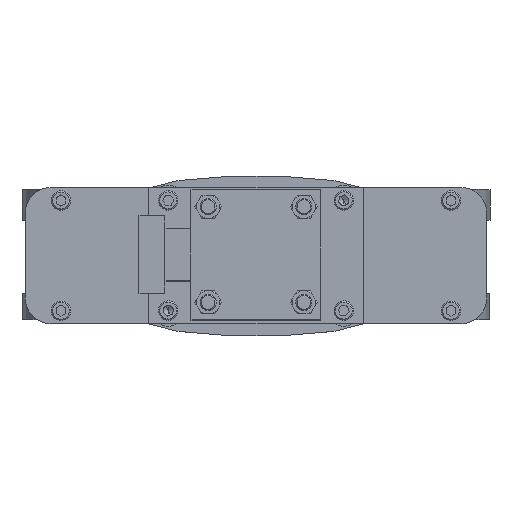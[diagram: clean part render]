
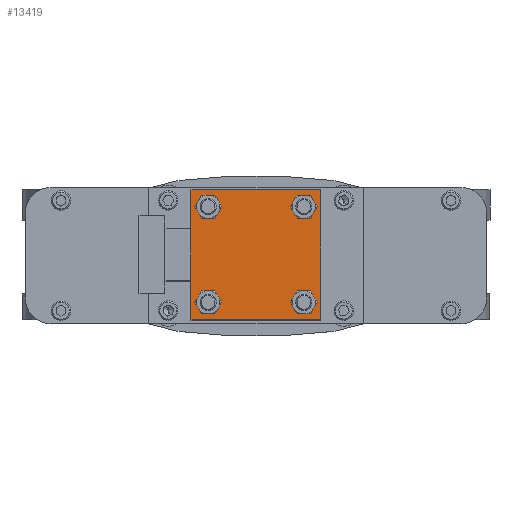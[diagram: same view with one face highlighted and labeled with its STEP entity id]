
A CAD part, top view. The second image highlights one B-rep face of the part: STEP entity #13419.
In plain terms, the highlighted planar face has unit normal (0, 0, 1).
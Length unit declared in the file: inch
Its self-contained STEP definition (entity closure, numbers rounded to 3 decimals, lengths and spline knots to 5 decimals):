
#164 = FACE_OUTER_BOUND ( 'NONE', #12758, .T. ) ;
#276 = DIRECTION ( 'NONE',  ( 0., 0., -1. ) ) ;
#300 = CIRCLE ( 'NONE', #1832, 0.2225 ) ;
#313 = VERTEX_POINT ( 'NONE', #17747 ) ;
#944 = DIRECTION ( 'NONE',  ( 0., -1., 0. ) ) ;
#1099 = CARTESIAN_POINT ( 'NONE',  ( -0.92, 1.8354, 22.8125 ) ) ;
#1184 = DIRECTION ( 'NONE',  ( 0., 0., -1. ) ) ;
#1315 = DIRECTION ( 'NONE',  ( 0., 0., -1. ) ) ;
#1409 = CARTESIAN_POINT ( 'NONE',  ( 0.92, 0.2179, 22.8125 ) ) ;
#1611 = VERTEX_POINT ( 'NONE', #11964 ) ;
#1722 = DIRECTION ( 'NONE',  ( 0., -1., 0. ) ) ;
#1832 = AXIS2_PLACEMENT_3D ( 'NONE', #6710, #12195, #6929 ) ;
#2036 = ORIENTED_EDGE ( 'NONE', *, *, #4377, .T. ) ;
#2169 = VERTEX_POINT ( 'NONE', #14195 ) ;
#2425 = CARTESIAN_POINT ( 'NONE',  ( -1.25, 2.3879, 22.8125 ) ) ;
#2737 = AXIS2_PLACEMENT_3D ( 'NONE', #20281, #7961, #944 ) ;
#3267 = EDGE_CURVE ( 'NONE', #7317, #17845, #8102, .T. ) ;
#3418 = PLANE ( 'NONE',  #12486 ) ;
#3698 = LINE ( 'NONE', #7678, #16554 ) ;
#3730 = EDGE_CURVE ( 'NONE', #17845, #7317, #15894, .T. ) ;
#4377 = EDGE_CURVE ( 'NONE', #1611, #17057, #20299, .T. ) ;
#4776 = EDGE_CURVE ( 'NONE', #19689, #5741, #300, .T. ) ;
#4907 = EDGE_CURVE ( 'NONE', #5741, #19689, #5496, .T. ) ;
#4939 = AXIS2_PLACEMENT_3D ( 'NONE', #13587, #1315, #13518 ) ;
#5020 = DIRECTION ( 'NONE',  ( 0., 0., 1. ) ) ;
#5104 = VERTEX_POINT ( 'NONE', #13181 ) ;
#5300 = EDGE_CURVE ( 'NONE', #5104, #22473, #7658, .T. ) ;
#5470 = CARTESIAN_POINT ( 'NONE',  ( -0.92, 2.0579, 22.8125 ) ) ;
#5496 = CIRCLE ( 'NONE', #17487, 0.2225 ) ;
#5741 = VERTEX_POINT ( 'NONE', #1099 ) ;
#5930 = DIRECTION ( 'NONE',  ( 0., -1., 0. ) ) ;
#5955 = EDGE_CURVE ( 'NONE', #11380, #9319, #12005, .T. ) ;
#6203 = VECTOR ( 'NONE', #5930, 39.37008 ) ;
#6446 = ORIENTED_EDGE ( 'NONE', *, *, #18860, .T. ) ;
#6480 = EDGE_CURVE ( 'NONE', #9319, #11380, #20215, .T. ) ;
#6710 = CARTESIAN_POINT ( 'NONE',  ( -0.92, 2.0579, 22.8125 ) ) ;
#6724 = FACE_BOUND ( 'NONE', #9311, .T. ) ;
#6905 = CARTESIAN_POINT ( 'NONE',  ( -0.92, 2.2804, 22.8125 ) ) ;
#6929 = DIRECTION ( 'NONE',  ( 0., -1., 0. ) ) ;
#7222 = DIRECTION ( 'NONE',  ( 0., -1., 0. ) ) ;
#7317 = VERTEX_POINT ( 'NONE', #16221 ) ;
#7359 = DIRECTION ( 'NONE',  ( -1., 0., 0. ) ) ;
#7633 = ORIENTED_EDGE ( 'NONE', *, *, #16102, .T. ) ;
#7658 = LINE ( 'NONE', #17448, #10938 ) ;
#7678 = CARTESIAN_POINT ( 'NONE',  ( -1.25, -0.1121, 22.8125 ) ) ;
#7961 = DIRECTION ( 'NONE',  ( 0., 0., -1. ) ) ;
#8102 = CIRCLE ( 'NONE', #2737, 0.2225 ) ;
#8369 = FACE_BOUND ( 'NONE', #13254, .T. ) ;
#8445 = ORIENTED_EDGE ( 'NONE', *, *, #3730, .T. ) ;
#8930 = CARTESIAN_POINT ( 'NONE',  ( -0.92, 0.2179, 22.8125 ) ) ;
#9216 = EDGE_CURVE ( 'NONE', #313, #5104, #3698, .T. ) ;
#9286 = ORIENTED_EDGE ( 'NONE', *, *, #6480, .T. ) ;
#9311 = EDGE_LOOP ( 'NONE', ( #2036, #7633 ) ) ;
#9319 = VERTEX_POINT ( 'NONE', #20901 ) ;
#9426 = DIRECTION ( 'NONE',  ( 1., 0., 0. ) ) ;
#9456 = DIRECTION ( 'NONE',  ( 0., -1., 0. ) ) ;
#10291 = ORIENTED_EDGE ( 'NONE', *, *, #4907, .T. ) ;
#10440 = ORIENTED_EDGE ( 'NONE', *, *, #5955, .T. ) ;
#10520 = CARTESIAN_POINT ( 'NONE',  ( 0.92, 1.8354, 22.8125 ) ) ;
#10938 = VECTOR ( 'NONE', #12243, 39.37008 ) ;
#11380 = VERTEX_POINT ( 'NONE', #21219 ) ;
#11964 = CARTESIAN_POINT ( 'NONE',  ( 0.92, -0.0046, 22.8125 ) ) ;
#12005 = CIRCLE ( 'NONE', #20026, 0.2225 ) ;
#12195 = DIRECTION ( 'NONE',  ( 0., 0., -1. ) ) ;
#12243 = DIRECTION ( 'NONE',  ( 0., 1., 0. ) ) ;
#12295 = DIRECTION ( 'NONE',  ( 0., 0., -1. ) ) ;
#12315 = CIRCLE ( 'NONE', #12956, 0.2225 ) ;
#12486 = AXIS2_PLACEMENT_3D ( 'NONE', #19096, #5020, #22619 ) ;
#12522 = AXIS2_PLACEMENT_3D ( 'NONE', #18113, #21932, #9456 ) ;
#12704 = EDGE_LOOP ( 'NONE', ( #10291, #16637 ) ) ;
#12758 = EDGE_LOOP ( 'NONE', ( #19919, #16200, #19180, #6446 ) ) ;
#12956 = AXIS2_PLACEMENT_3D ( 'NONE', #17605, #21140, #1722 ) ;
#13181 = CARTESIAN_POINT ( 'NONE',  ( 1.25, -0.1121, 22.8125 ) ) ;
#13254 = EDGE_LOOP ( 'NONE', ( #8445, #17963 ) ) ;
#13419 = ADVANCED_FACE ( 'NONE', ( #164, #19037, #8369, #6724, #22599 ), #3418, .T. ) ;
#13518 = DIRECTION ( 'NONE',  ( 0., -1., 0. ) ) ;
#13587 = CARTESIAN_POINT ( 'NONE',  ( -0.92, 0.2179, 22.8125 ) ) ;
#13613 = DIRECTION ( 'NONE',  ( 0., -1., 0. ) ) ;
#14127 = VECTOR ( 'NONE', #7359, 39.37008 ) ;
#14195 = CARTESIAN_POINT ( 'NONE',  ( -1.25, 2.3879, 22.8125 ) ) ;
#14918 = CARTESIAN_POINT ( 'NONE',  ( 0.92, 0.4404, 22.8125 ) ) ;
#15894 = CIRCLE ( 'NONE', #12522, 0.2225 ) ;
#16102 = EDGE_CURVE ( 'NONE', #17057, #1611, #12315, .T. ) ;
#16200 = ORIENTED_EDGE ( 'NONE', *, *, #9216, .T. ) ;
#16221 = CARTESIAN_POINT ( 'NONE',  ( 0.92, 2.2804, 22.8125 ) ) ;
#16554 = VECTOR ( 'NONE', #9426, 39.37008 ) ;
#16637 = ORIENTED_EDGE ( 'NONE', *, *, #4776, .T. ) ;
#16740 = EDGE_LOOP ( 'NONE', ( #10440, #9286 ) ) ;
#17057 = VERTEX_POINT ( 'NONE', #14918 ) ;
#17398 = LINE ( 'NONE', #2425, #6203 ) ;
#17448 = CARTESIAN_POINT ( 'NONE',  ( 1.25, -0.1121, 22.8125 ) ) ;
#17487 = AXIS2_PLACEMENT_3D ( 'NONE', #5470, #276, #7222 ) ;
#17605 = CARTESIAN_POINT ( 'NONE',  ( 0.92, 0.2179, 22.8125 ) ) ;
#17747 = CARTESIAN_POINT ( 'NONE',  ( -1.25, -0.1121, 22.8125 ) ) ;
#17845 = VERTEX_POINT ( 'NONE', #10520 ) ;
#17941 = AXIS2_PLACEMENT_3D ( 'NONE', #1409, #1184, #13613 ) ;
#17963 = ORIENTED_EDGE ( 'NONE', *, *, #3267, .T. ) ;
#18113 = CARTESIAN_POINT ( 'NONE',  ( 0.92, 2.0579, 22.8125 ) ) ;
#18860 = EDGE_CURVE ( 'NONE', #22473, #2169, #20743, .T. ) ;
#19037 = FACE_BOUND ( 'NONE', #12704, .T. ) ;
#19096 = CARTESIAN_POINT ( 'NONE',  ( 0., 1.1379, 22.8125 ) ) ;
#19180 = ORIENTED_EDGE ( 'NONE', *, *, #5300, .T. ) ;
#19446 = EDGE_CURVE ( 'NONE', #2169, #313, #17398, .T. ) ;
#19689 = VERTEX_POINT ( 'NONE', #6905 ) ;
#19919 = ORIENTED_EDGE ( 'NONE', *, *, #19446, .T. ) ;
#20026 = AXIS2_PLACEMENT_3D ( 'NONE', #8930, #12295, #21182 ) ;
#20215 = CIRCLE ( 'NONE', #4939, 0.2225 ) ;
#20281 = CARTESIAN_POINT ( 'NONE',  ( 0.92, 2.0579, 22.8125 ) ) ;
#20299 = CIRCLE ( 'NONE', #17941, 0.2225 ) ;
#20504 = CARTESIAN_POINT ( 'NONE',  ( 1.25, 2.3879, 22.8125 ) ) ;
#20743 = LINE ( 'NONE', #21209, #14127 ) ;
#20901 = CARTESIAN_POINT ( 'NONE',  ( -0.92, 0.4404, 22.8125 ) ) ;
#21140 = DIRECTION ( 'NONE',  ( 0., 0., -1. ) ) ;
#21182 = DIRECTION ( 'NONE',  ( 0., -1., 0. ) ) ;
#21209 = CARTESIAN_POINT ( 'NONE',  ( 1.25, 2.3879, 22.8125 ) ) ;
#21219 = CARTESIAN_POINT ( 'NONE',  ( -0.92, -0.0046, 22.8125 ) ) ;
#21932 = DIRECTION ( 'NONE',  ( 0., 0., -1. ) ) ;
#22473 = VERTEX_POINT ( 'NONE', #20504 ) ;
#22599 = FACE_BOUND ( 'NONE', #16740, .T. ) ;
#22619 = DIRECTION ( 'NONE',  ( 0., 1., 0. ) ) ;
